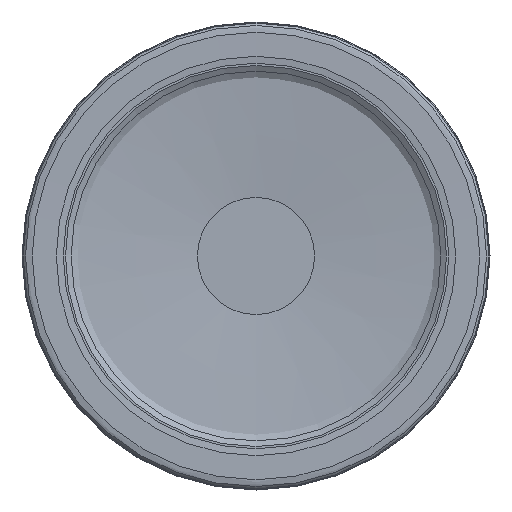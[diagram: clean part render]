
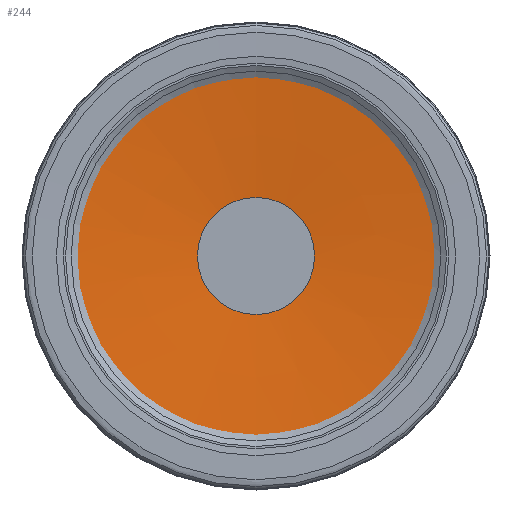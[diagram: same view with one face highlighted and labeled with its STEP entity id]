
A CAD part, left-side view. The second image highlights one B-rep face of the part: STEP entity #244.
In plain terms, the highlighted conical face has half-angle 85 degrees and reference radius 15.789 mm.
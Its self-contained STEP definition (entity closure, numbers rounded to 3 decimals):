
#214=CONICAL_SURFACE('',#676,15.789,85.);
#244=ADVANCED_FACE('',(#303,#304),#214,.F.);
#303=FACE_BOUND('',#385,.T.);
#304=FACE_BOUND('',#386,.T.);
#385=EDGE_LOOP('',(#467));
#386=EDGE_LOOP('',(#468));
#467=ORIENTED_EDGE('',*,*,#576,.F.);
#468=ORIENTED_EDGE('',*,*,#577,.T.);
#535=VERTEX_POINT('',#920);
#536=VERTEX_POINT('',#923);
#576=EDGE_CURVE('',#535,#535,#617,.T.);
#577=EDGE_CURVE('',#536,#536,#618,.T.);
#617=CIRCLE('',#673,5.);
#618=CIRCLE('',#675,15.789);
#673=AXIS2_PLACEMENT_3D('',#919,#776,#777);
#675=AXIS2_PLACEMENT_3D('',#922,#780,#781);
#676=AXIS2_PLACEMENT_3D('',#924,#782,#783);
#776=DIRECTION('',(-1.,0.,0.));
#777=DIRECTION('',(0.,0.,1.));
#780=DIRECTION('',(-1.,0.,0.));
#781=DIRECTION('',(0.,0.,1.));
#782=DIRECTION('',(-1.,0.,0.));
#783=DIRECTION('',(0.,0.,1.));
#919=CARTESIAN_POINT('',(1.644,0.,0.));
#920=CARTESIAN_POINT('',(1.644,0.,5.));
#922=CARTESIAN_POINT('',(0.7,0.,0.));
#923=CARTESIAN_POINT('',(0.7,0.,15.789));
#924=CARTESIAN_POINT('',(0.7,0.,0.));
